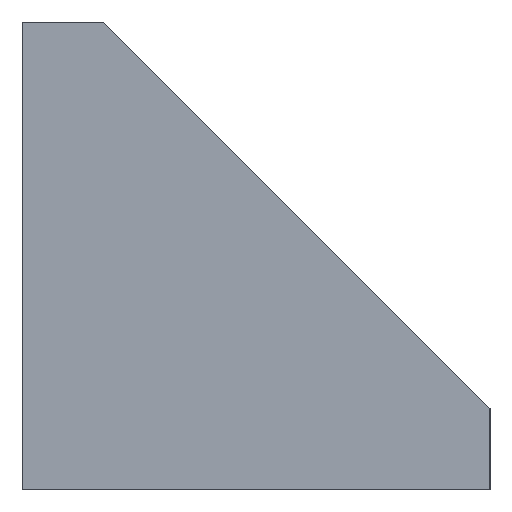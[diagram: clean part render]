
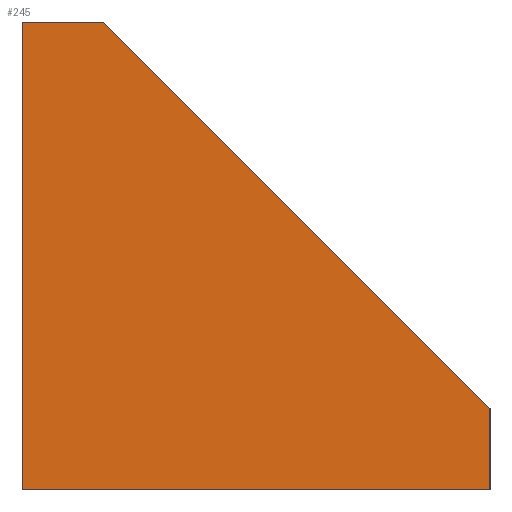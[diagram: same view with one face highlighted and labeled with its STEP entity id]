
A CAD part, left-side view. The second image highlights one B-rep face of the part: STEP entity #245.
In plain terms, the highlighted planar face has unit normal (-1, 0, 0).
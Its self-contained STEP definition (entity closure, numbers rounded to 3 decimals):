
#29=FACE_OUTER_BOUND('',#43,.T.);
#43=EDGE_LOOP('',(#181,#182,#183,#184,#185));
#69=LINE('',#382,#97);
#71=LINE('',#387,#99);
#72=LINE('',#389,#100);
#73=LINE('',#390,#101);
#74=LINE('',#391,#102);
#97=VECTOR('',#309,10.);
#99=VECTOR('',#313,10.);
#100=VECTOR('',#314,10.);
#101=VECTOR('',#315,10.);
#102=VECTOR('',#316,10.);
#123=VERTEX_POINT('',#379);
#124=VERTEX_POINT('',#381);
#125=VERTEX_POINT('',#385);
#126=VERTEX_POINT('',#386);
#127=VERTEX_POINT('',#388);
#145=EDGE_CURVE('',#124,#123,#69,.T.);
#147=EDGE_CURVE('',#125,#126,#71,.T.);
#148=EDGE_CURVE('',#126,#127,#72,.T.);
#149=EDGE_CURVE('',#127,#124,#73,.T.);
#150=EDGE_CURVE('',#123,#125,#74,.T.);
#181=ORIENTED_EDGE('',*,*,#147,.T.);
#182=ORIENTED_EDGE('',*,*,#148,.T.);
#183=ORIENTED_EDGE('',*,*,#149,.T.);
#184=ORIENTED_EDGE('',*,*,#145,.T.);
#185=ORIENTED_EDGE('',*,*,#150,.T.);
#233=PLANE('',#273);
#245=ADVANCED_FACE('',(#29),#233,.T.);
#273=AXIS2_PLACEMENT_3D('',#384,#311,#312);
#309=DIRECTION('',(0.,0.707,0.707));
#311=DIRECTION('center_axis',(-1.,0.,0.));
#312=DIRECTION('ref_axis',(0.,0.,1.));
#313=DIRECTION('',(0.,0.,-1.));
#314=DIRECTION('',(0.,-1.,0.));
#315=DIRECTION('',(0.,0.,1.));
#316=DIRECTION('',(0.,1.,0.));
#379=CARTESIAN_POINT('',(-11.,0.,10.));
#381=CARTESIAN_POINT('',(-11.,-16.5,-6.5));
#382=CARTESIAN_POINT('',(-11.,0.,10.));
#384=CARTESIAN_POINT('Origin',(-11.,-6.5,0.));
#385=CARTESIAN_POINT('',(-11.,3.5,10.));
#386=CARTESIAN_POINT('',(-11.,3.5,-10.));
#387=CARTESIAN_POINT('',(-11.,3.5,10.));
#388=CARTESIAN_POINT('',(-11.,-16.5,-10.));
#389=CARTESIAN_POINT('',(-11.,3.5,-10.));
#390=CARTESIAN_POINT('',(-11.,-16.5,-10.));
#391=CARTESIAN_POINT('',(-11.,0.,10.));
